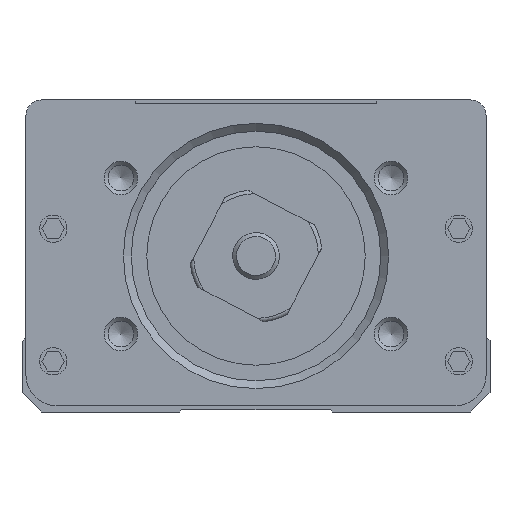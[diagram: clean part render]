
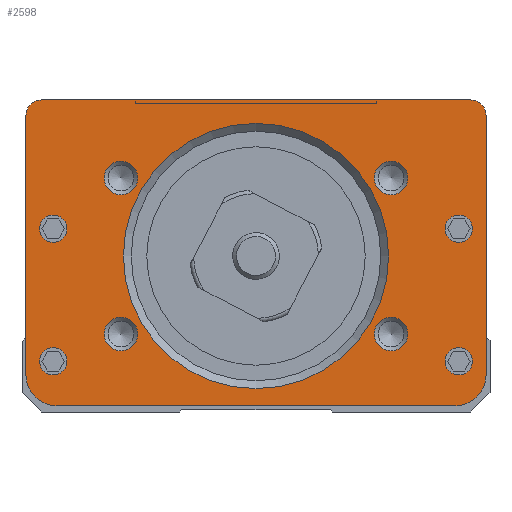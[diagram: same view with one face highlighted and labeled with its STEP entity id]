
A CAD part, front view. The second image highlights one B-rep face of the part: STEP entity #2598.
In plain terms, the highlighted face is planar.
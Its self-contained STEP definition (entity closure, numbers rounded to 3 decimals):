
#695=FACE_BOUND('',#5612,.T.);
#696=FACE_BOUND('',#5613,.T.);
#697=FACE_BOUND('',#5614,.T.);
#698=FACE_BOUND('',#5615,.T.);
#699=FACE_BOUND('',#5616,.T.);
#700=FACE_BOUND('',#5617,.T.);
#701=FACE_BOUND('',#5618,.T.);
#702=FACE_BOUND('',#5619,.T.);
#703=FACE_BOUND('',#5620,.T.);
#704=FACE_BOUND('',#5621,.T.);
#1685=CIRCLE('',#21891,4.);
#1687=CIRCLE('',#21895,4.);
#1698=CIRCLE('',#21919,2.);
#1699=CIRCLE('',#21921,2.);
#1701=CIRCLE('',#21925,2.15);
#1702=CIRCLE('',#21926,2.15);
#1703=CIRCLE('',#21927,2.15);
#1704=CIRCLE('',#21928,2.15);
#1705=CIRCLE('',#21929,17.);
#1706=CIRCLE('',#21930,1.75);
#1707=CIRCLE('',#21931,1.75);
#1708=CIRCLE('',#21932,1.75);
#1709=CIRCLE('',#21933,1.75);
#2598=ADVANCED_FACE('',(#695,#696,#697,#698,#699,#700,#701,#702,#703,#704),
#3687,.F.);
#3687=PLANE('',#21934);
#5612=EDGE_LOOP('',(#8593));
#5613=EDGE_LOOP('',(#8594));
#5614=EDGE_LOOP('',(#8595));
#5615=EDGE_LOOP('',(#8596));
#5616=EDGE_LOOP('',(#8597));
#5617=EDGE_LOOP('',(#8598));
#5618=EDGE_LOOP('',(#8599));
#5619=EDGE_LOOP('',(#8600));
#5620=EDGE_LOOP('',(#8601));
#5621=EDGE_LOOP('',(#8602,#8603,#8604,#8605,#8606,#8607,#8608,#8609));
#8593=ORIENTED_EDGE('',*,*,#15553,.T.);
#8594=ORIENTED_EDGE('',*,*,#15554,.T.);
#8595=ORIENTED_EDGE('',*,*,#15555,.T.);
#8596=ORIENTED_EDGE('',*,*,#15556,.T.);
#8597=ORIENTED_EDGE('',*,*,#15557,.T.);
#8598=ORIENTED_EDGE('',*,*,#15558,.T.);
#8599=ORIENTED_EDGE('',*,*,#15559,.T.);
#8600=ORIENTED_EDGE('',*,*,#15560,.T.);
#8601=ORIENTED_EDGE('',*,*,#15561,.T.);
#8602=ORIENTED_EDGE('',*,*,#15536,.F.);
#8603=ORIENTED_EDGE('',*,*,#15490,.F.);
#8604=ORIENTED_EDGE('',*,*,#15511,.F.);
#8605=ORIENTED_EDGE('',*,*,#15551,.F.);
#8606=ORIENTED_EDGE('',*,*,#15446,.F.);
#8607=ORIENTED_EDGE('',*,*,#15550,.F.);
#8608=ORIENTED_EDGE('',*,*,#15509,.F.);
#8609=ORIENTED_EDGE('',*,*,#15498,.F.);
#13199=VERTEX_POINT('',#31590);
#13200=VERTEX_POINT('',#31592);
#13240=VERTEX_POINT('',#31678);
#13241=VERTEX_POINT('',#31680);
#13248=VERTEX_POINT('',#31696);
#13249=VERTEX_POINT('',#31698);
#13254=VERTEX_POINT('',#31711);
#13258=VERTEX_POINT('',#31722);
#13283=VERTEX_POINT('',#31803);
#13284=VERTEX_POINT('',#31805);
#13285=VERTEX_POINT('',#31807);
#13286=VERTEX_POINT('',#31809);
#13287=VERTEX_POINT('',#31811);
#13288=VERTEX_POINT('',#31813);
#13289=VERTEX_POINT('',#31815);
#13290=VERTEX_POINT('',#31817);
#13291=VERTEX_POINT('',#31819);
#15446=EDGE_CURVE('',#13199,#13200,#18022,.T.);
#15490=EDGE_CURVE('',#13240,#13241,#1685,.T.);
#15498=EDGE_CURVE('',#13248,#13249,#1687,.T.);
#15509=EDGE_CURVE('',#13249,#13254,#18068,.T.);
#15511=EDGE_CURVE('',#13258,#13240,#18070,.T.);
#15536=EDGE_CURVE('',#13241,#13248,#18090,.T.);
#15550=EDGE_CURVE('',#13254,#13199,#1698,.T.);
#15551=EDGE_CURVE('',#13200,#13258,#1699,.T.);
#15553=EDGE_CURVE('',#13283,#13283,#1701,.T.);
#15554=EDGE_CURVE('',#13284,#13284,#1702,.T.);
#15555=EDGE_CURVE('',#13285,#13285,#1703,.T.);
#15556=EDGE_CURVE('',#13286,#13286,#1704,.T.);
#15557=EDGE_CURVE('',#13287,#13287,#1705,.T.);
#15558=EDGE_CURVE('',#13288,#13288,#1706,.T.);
#15559=EDGE_CURVE('',#13289,#13289,#1707,.T.);
#15560=EDGE_CURVE('',#13290,#13290,#1708,.T.);
#15561=EDGE_CURVE('',#13291,#13291,#1709,.T.);
#18022=LINE('',#31591,#19942);
#18068=LINE('',#31719,#19988);
#18070=LINE('',#31723,#19990);
#18090=LINE('',#31773,#20010);
#19942=VECTOR('',#25148,1.);
#19988=VECTOR('',#25242,1.);
#19990=VECTOR('',#25246,1.);
#20010=VECTOR('',#25292,1.);
#21891=AXIS2_PLACEMENT_3D('',#31679,#25212,#25213);
#21895=AXIS2_PLACEMENT_3D('',#31697,#25226,#25227);
#21919=AXIS2_PLACEMENT_3D('',#31796,#25315,#25316);
#21921=AXIS2_PLACEMENT_3D('',#31798,#25319,#25320);
#21925=AXIS2_PLACEMENT_3D('',#31802,#25327,#25328);
#21926=AXIS2_PLACEMENT_3D('',#31804,#25329,#25330);
#21927=AXIS2_PLACEMENT_3D('',#31806,#25331,#25332);
#21928=AXIS2_PLACEMENT_3D('',#31808,#25333,#25334);
#21929=AXIS2_PLACEMENT_3D('',#31810,#25335,#25336);
#21930=AXIS2_PLACEMENT_3D('',#31812,#25337,#25338);
#21931=AXIS2_PLACEMENT_3D('',#31814,#25339,#25340);
#21932=AXIS2_PLACEMENT_3D('',#31816,#25341,#25342);
#21933=AXIS2_PLACEMENT_3D('',#31818,#25343,#25344);
#21934=AXIS2_PLACEMENT_3D('',#31820,#25345,#25346);
#25148=DIRECTION('',(1.,0.,0.));
#25212=DIRECTION('',(0.,1.,0.));
#25213=DIRECTION('',(1.,0.,0.));
#25226=DIRECTION('',(0.,1.,0.));
#25227=DIRECTION('',(1.,0.,0.));
#25242=DIRECTION('',(0.,0.,1.));
#25246=DIRECTION('',(0.,0.,-1.));
#25292=DIRECTION('',(-1.,0.,0.));
#25315=DIRECTION('',(0.,1.,0.));
#25316=DIRECTION('',(0.,0.,1.));
#25319=DIRECTION('',(0.,1.,0.));
#25320=DIRECTION('',(0.,0.,1.));
#25327=DIRECTION('',(0.,1.,0.));
#25328=DIRECTION('',(0.,0.,1.));
#25329=DIRECTION('',(0.,1.,0.));
#25330=DIRECTION('',(0.,0.,1.));
#25331=DIRECTION('',(0.,1.,0.));
#25332=DIRECTION('',(0.,0.,1.));
#25333=DIRECTION('',(0.,1.,0.));
#25334=DIRECTION('',(0.,0.,1.));
#25335=DIRECTION('',(0.,1.,0.));
#25336=DIRECTION('',(0.,0.,1.));
#25337=DIRECTION('',(0.,1.,0.));
#25338=DIRECTION('',(0.,0.,1.));
#25339=DIRECTION('',(0.,1.,0.));
#25340=DIRECTION('',(0.,0.,1.));
#25341=DIRECTION('',(0.,1.,0.));
#25342=DIRECTION('',(0.,0.,1.));
#25343=DIRECTION('',(0.,1.,0.));
#25344=DIRECTION('',(0.,0.,1.));
#25345=DIRECTION('',(0.,1.,0.));
#25346=DIRECTION('',(0.,0.,-1.));
#31590=CARTESIAN_POINT('',(-27.5,-130.762,38.));
#31591=CARTESIAN_POINT('',(-25.5,-130.762,38.));
#31592=CARTESIAN_POINT('',(27.5,-130.762,38.));
#31678=CARTESIAN_POINT('',(29.5,-130.762,2.8));
#31679=CARTESIAN_POINT('',(25.5,-130.762,2.8));
#31680=CARTESIAN_POINT('',(25.5,-130.762,-1.2));
#31696=CARTESIAN_POINT('',(-25.5,-130.762,-1.2));
#31697=CARTESIAN_POINT('',(-25.5,-130.762,2.8));
#31698=CARTESIAN_POINT('',(-29.5,-130.762,2.8));
#31711=CARTESIAN_POINT('',(-29.5,-130.762,36.));
#31719=CARTESIAN_POINT('',(-29.5,-130.762,2.8));
#31722=CARTESIAN_POINT('',(29.5,-130.762,36.));
#31723=CARTESIAN_POINT('',(29.5,-130.762,39.));
#31773=CARTESIAN_POINT('',(25.5,-130.762,-1.2));
#31796=CARTESIAN_POINT('',(-27.5,-130.762,36.));
#31798=CARTESIAN_POINT('',(27.5,-130.762,36.));
#31802=CARTESIAN_POINT('',(-17.321,-130.762,28.));
#31803=CARTESIAN_POINT('',(-17.321,-130.762,30.15));
#31804=CARTESIAN_POINT('',(17.321,-130.762,8.));
#31805=CARTESIAN_POINT('',(17.321,-130.762,10.15));
#31806=CARTESIAN_POINT('',(17.321,-130.762,28.));
#31807=CARTESIAN_POINT('',(17.321,-130.762,30.15));
#31808=CARTESIAN_POINT('',(-17.321,-130.762,8.));
#31809=CARTESIAN_POINT('',(-17.321,-130.762,10.15));
#31810=CARTESIAN_POINT('',(0.,-130.762,18.));
#31811=CARTESIAN_POINT('',(0.,-130.762,35.));
#31812=CARTESIAN_POINT('',(-26.,-130.762,21.5));
#31813=CARTESIAN_POINT('',(-26.,-130.762,23.25));
#31814=CARTESIAN_POINT('',(-26.,-130.762,4.5));
#31815=CARTESIAN_POINT('',(-26.,-130.762,6.25));
#31816=CARTESIAN_POINT('',(26.,-130.762,4.5));
#31817=CARTESIAN_POINT('',(26.,-130.762,6.25));
#31818=CARTESIAN_POINT('',(26.,-130.762,21.5));
#31819=CARTESIAN_POINT('',(26.,-130.762,23.25));
#31820=CARTESIAN_POINT('',(-25.5,-130.762,2.8));
